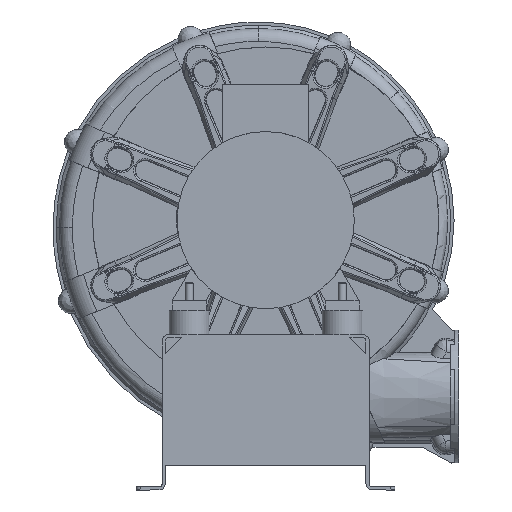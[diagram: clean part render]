
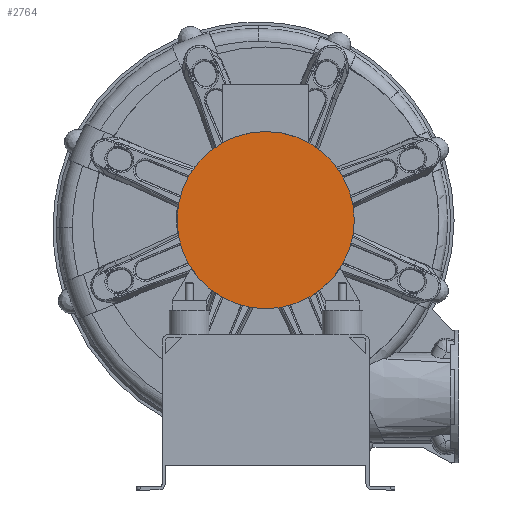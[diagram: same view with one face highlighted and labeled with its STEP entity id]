
A CAD part, front view. The second image highlights one B-rep face of the part: STEP entity #2764.
In plain terms, the highlighted planar face has unit normal (0, -1, 0).
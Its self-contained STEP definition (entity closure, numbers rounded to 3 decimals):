
#2748=CARTESIAN_POINT('',(0.,-180.,201.));
#2749=DIRECTION('',(0.0,-1.0,0.0));
#2750=DIRECTION('',(1.0,0.0,0.0));
#2751=AXIS2_PLACEMENT_3D('',#2748,#2749,#2750);
#2752=PLANE('',#2751);
#2753=CARTESIAN_POINT('',(0.,-180.,256.));
#2754=VERTEX_POINT('',#2753);
#2755=CARTESIAN_POINT('',(0.,-180.,146.));
#2756=DIRECTION('',(0.0,-1.0,0.0));
#2757=DIRECTION('',(0.0,0.0,1.0));
#2758=AXIS2_PLACEMENT_3D('',#2755,#2756,#2757);
#2759=CIRCLE('',#2758,110.0);
#2760=EDGE_CURVE('',#2754,#2754,#2759,.T.);
#2761=ORIENTED_EDGE('',*,*,#2760,.T.);
#2762=EDGE_LOOP('',(#2761));
#2763=FACE_OUTER_BOUND('',#2762,.T.);
#2764=ADVANCED_FACE('',(#2763),#2752,.T.);
